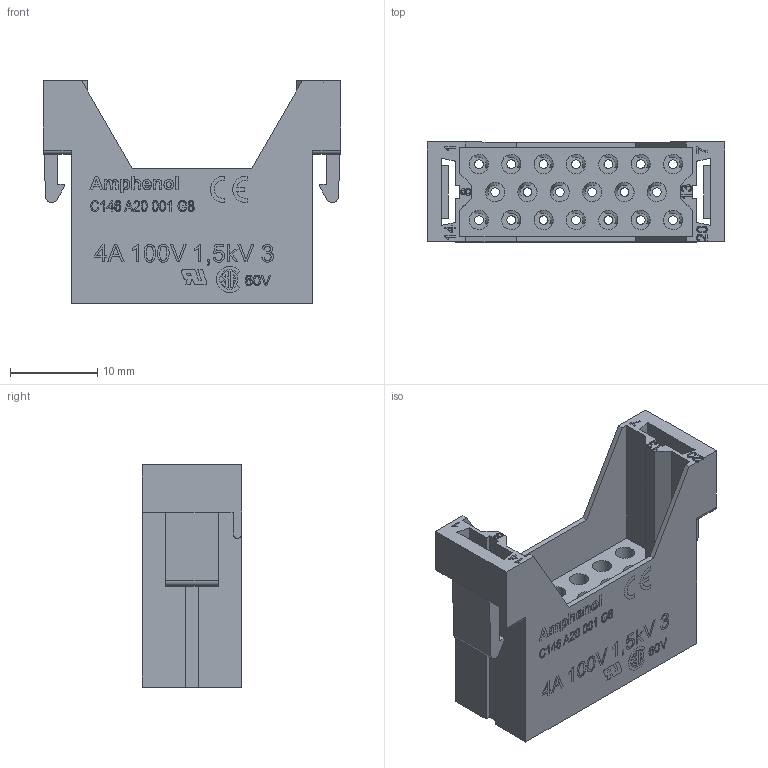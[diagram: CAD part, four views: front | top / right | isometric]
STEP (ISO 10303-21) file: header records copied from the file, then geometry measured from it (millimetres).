
FILE_DESCRIPTION(/* description */ (''),/* implementation_level */ '2;1');
FILE_NAME(/* name */ 'c146 a20 001 g8nxc001-02.stp',/* time_stamp */ '2021-04-23T14:12:30+02:00',/* author */ (''),/* organization */ (''),/* preprocessor_version */ 'ST-DEVELOPER v16.7',/* originating_system */ 'SIEMENS PLM Software NX 12.0',/* authorisation */ '');
FILE_SCHEMA (('AUTOMOTIVE_DESIGN { 1 0 10303 214 3 1 1 1 }'));
Length unit declared in the file: millimetre
Products named in the file (1): c146 a20 001 g8nxc001-02
Bounding box: 34 x 11.4 x 25.4 mm (x, y, z)
Volume: 3295.1 mm3; surface area: 5084.5 mm2
Topology: 1 solids, 1 shells, 770 faces, 1979 edges, 1336 vertices
Faces by surface type: plane 510, extrusion 154, cylinder 86, cone 20
Full cylindrical faces by diameter (mm): 1 x20, 2.2 x20, 2.4 x20
Entity records: 27893 total; most frequent: CARTESIAN_POINT 8522, ORIENTED_EDGE 3718, DIRECTION 3125, EDGE_CURVE 1859, VECTOR 1439, LINE 1285, VERTEX_POINT 1276, EDGE_LOOP 999
